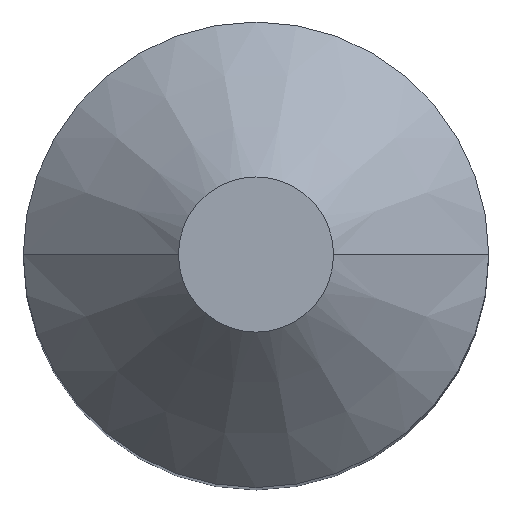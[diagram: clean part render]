
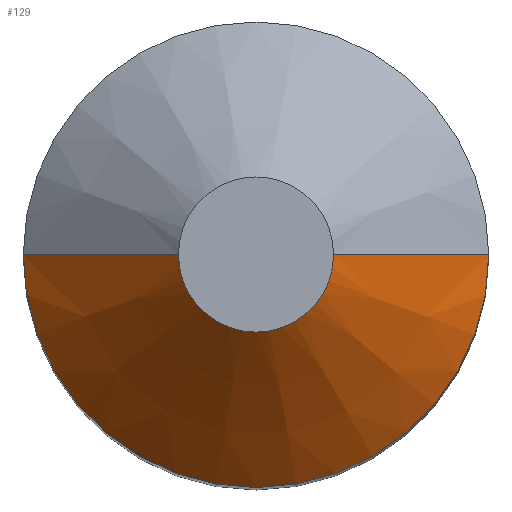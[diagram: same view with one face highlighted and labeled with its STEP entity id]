
A CAD part, top view. The second image highlights one B-rep face of the part: STEP entity #129.
In plain terms, the highlighted conical face has half-angle 45 degrees and reference radius 10 mm.
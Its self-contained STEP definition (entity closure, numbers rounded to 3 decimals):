
#99=EDGE_CURVE('',#133,#135,#207,.T.);
#103=EDGE_CURVE('',#135,#115,#212,.T.);
#109=EDGE_CURVE('',#127,#115,#219,.T.);
#115=VERTEX_POINT('',#225);
#123=EDGE_CURVE('',#127,#133,#235,.T.);
#127=VERTEX_POINT('',#239);
#129=ADVANCED_FACE('',(#241),#242,.T.);
#133=VERTEX_POINT('',#246);
#135=VERTEX_POINT('',#248);
#207=CIRCLE('',#323,15.0);
#212=LINE('',#329,#330);
#219=CIRCLE('',#339,5.0);
#225=CARTESIAN_POINT('',(-5.0,0.,100.0));
#235=LINE('',#358,#359);
#239=CARTESIAN_POINT('',(5.0,0.,100.0));
#241=FACE_OUTER_BOUND('',#366,.T.);
#242=CONICAL_SURFACE('',#367,10.0,0.785);
#246=CARTESIAN_POINT('',(15.0,0.,90.0));
#248=CARTESIAN_POINT('',(-15.0,0.,90.0));
#323=AXIS2_PLACEMENT_3D('',#459,#460,#461);
#329=CARTESIAN_POINT('',(-10.0,0.,95.0));
#330=VECTOR('',#470,1.0);
#339=AXIS2_PLACEMENT_3D('',#482,#483,#484);
#358=CARTESIAN_POINT('',(10.0,0.,95.0));
#359=VECTOR('',#500,1.0);
#366=EDGE_LOOP('',(#505,#506,#507,#508));
#367=AXIS2_PLACEMENT_3D('',#509,#510,#511);
#459=CARTESIAN_POINT('',(0.0,0.,90.0));
#460=DIRECTION('',(0.0,0.,-1.0));
#461=DIRECTION('',(1.0,0.0,0.0));
#470=DIRECTION('',(0.707,0.,0.707));
#482=CARTESIAN_POINT('',(0.0,0.,100.0));
#483=DIRECTION('',(0.0,0.,-1.0));
#484=DIRECTION('',(1.0,0.0,0.0));
#500=DIRECTION('',(0.707,0.,-0.707));
#505=ORIENTED_EDGE('',*,*,#123,.F.);
#506=ORIENTED_EDGE('',*,*,#109,.T.);
#507=ORIENTED_EDGE('',*,*,#103,.F.);
#508=ORIENTED_EDGE('',*,*,#99,.F.);
#509=CARTESIAN_POINT('',(0.0,0.,95.0));
#510=DIRECTION('',(0.0,0.,-1.0));
#511=DIRECTION('',(1.0,0.0,0.0));
